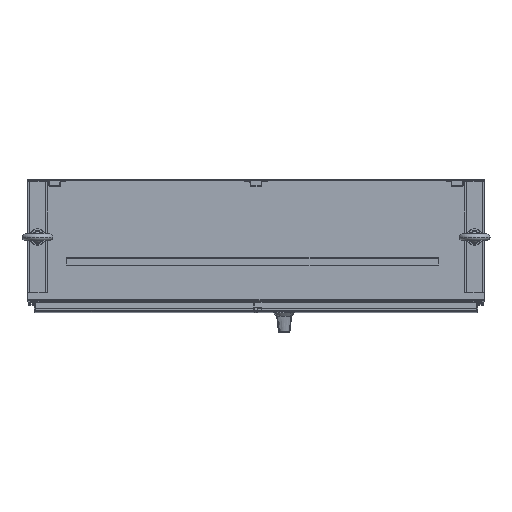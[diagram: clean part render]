
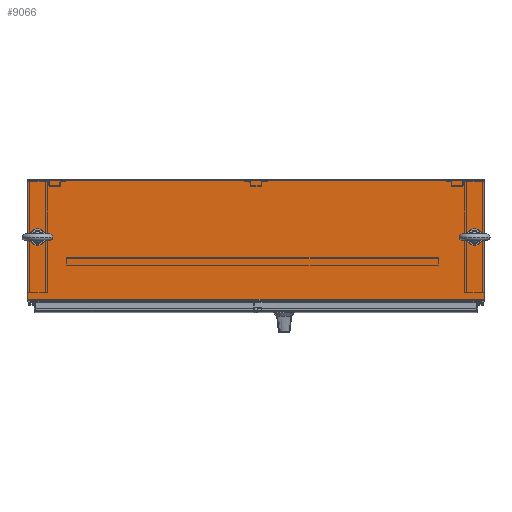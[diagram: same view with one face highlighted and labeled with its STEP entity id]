
A CAD part, top view. The second image highlights one B-rep face of the part: STEP entity #9066.
In plain terms, the highlighted planar face has unit normal (0, 0, 1).
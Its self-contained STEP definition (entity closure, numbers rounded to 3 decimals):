
#1187 = VERTEX_POINT ( 'NONE', #38144 ) ;
#1522 = EDGE_LOOP ( 'NONE', ( #12218, #23919 ) ) ;
#2087 = DIRECTION ( 'NONE',  ( -1., 0., 0. ) ) ;
#2336 = VERTEX_POINT ( 'NONE', #6289 ) ;
#2798 = FACE_BOUND ( 'NONE', #1522, .T. ) ;
#5071 = DIRECTION ( 'NONE',  ( 0., 1., 0. ) ) ;
#5415 = CARTESIAN_POINT ( 'NONE',  ( -23.937, 0., 30.063 ) ) ;
#6289 = CARTESIAN_POINT ( 'NONE',  ( 23.937, -12.45, 30.063 ) ) ;
#7689 = CARTESIAN_POINT ( 'NONE',  ( 22.936, -5.938, 30.063 ) ) ;
#9066 = ADVANCED_FACE ( 'NONE', ( #48630, #25746, #2798 ), #32709, .T. ) ;
#11438 = ORIENTED_EDGE ( 'NONE', *, *, #19955, .T. ) ;
#11863 = VECTOR ( 'NONE', #2087, 39.37 ) ;
#12218 = ORIENTED_EDGE ( 'NONE', *, *, #65875, .T. ) ;
#15716 = CARTESIAN_POINT ( 'NONE',  ( -22.937, -5.938, 30.063 ) ) ;
#16324 = VERTEX_POINT ( 'NONE', #77333 ) ;
#16927 = LINE ( 'NONE', #22441, #67992 ) ;
#17114 = AXIS2_PLACEMENT_3D ( 'NONE', #35828, #88120, #20876 ) ;
#19955 = EDGE_CURVE ( 'NONE', #16324, #96282, #26562, .T. ) ;
#20685 = AXIS2_PLACEMENT_3D ( 'NONE', #31214, #25255, #78986 ) ;
#20876 = DIRECTION ( 'NONE',  ( 1., 0., 0. ) ) ;
#22441 = CARTESIAN_POINT ( 'NONE',  ( -23.937, -12.593, 30.063 ) ) ;
#23919 = ORIENTED_EDGE ( 'NONE', *, *, #88432, .T. ) ;
#24700 = ORIENTED_EDGE ( 'NONE', *, *, #85738, .T. ) ;
#25255 = DIRECTION ( 'NONE',  ( 0., 0., 1. ) ) ;
#25714 = EDGE_CURVE ( 'NONE', #70093, #2336, #42728, .T. ) ;
#25746 = FACE_OUTER_BOUND ( 'NONE', #61790, .T. ) ;
#26562 = CIRCLE ( 'NONE', #82182, 0.375 ) ;
#27525 = LINE ( 'NONE', #57903, #91112 ) ;
#31214 = CARTESIAN_POINT ( 'NONE',  ( -23.937, -12.593, 30.063 ) ) ;
#31678 = DIRECTION ( 'NONE',  ( 1., 0., 0. ) ) ;
#32010 = LINE ( 'NONE', #47927, #11863 ) ;
#32709 = PLANE ( 'NONE',  #20685 ) ;
#34523 = ORIENTED_EDGE ( 'NONE', *, *, #82383, .T. ) ;
#35828 = CARTESIAN_POINT ( 'NONE',  ( 22.936, -5.938, 30.063 ) ) ;
#36084 = AXIS2_PLACEMENT_3D ( 'NONE', #97412, #36215, #50687 ) ;
#36215 = DIRECTION ( 'NONE',  ( 0., 0., -1. ) ) ;
#38098 = DIRECTION ( 'NONE',  ( 1., 0., 0. ) ) ;
#38144 = CARTESIAN_POINT ( 'NONE',  ( 23.937, 0., 30.063 ) ) ;
#39019 = EDGE_LOOP ( 'NONE', ( #11438, #95454 ) ) ;
#39266 = CARTESIAN_POINT ( 'NONE',  ( -23.312, -5.938, 30.063 ) ) ;
#42485 = CIRCLE ( 'NONE', #36084, 0.375 ) ;
#42728 = LINE ( 'NONE', #55719, #94324 ) ;
#47927 = CARTESIAN_POINT ( 'NONE',  ( -23.937, 0., 30.063 ) ) ;
#48116 = EDGE_CURVE ( 'NONE', #65866, #70093, #16927, .T. ) ;
#48630 = FACE_BOUND ( 'NONE', #39019, .T. ) ;
#50687 = DIRECTION ( 'NONE',  ( 1., 0., 0. ) ) ;
#51759 = CARTESIAN_POINT ( 'NONE',  ( 22.561, -5.938, 30.063 ) ) ;
#52049 = AXIS2_PLACEMENT_3D ( 'NONE', #7689, #97820, #38098 ) ;
#55719 = CARTESIAN_POINT ( 'NONE',  ( -23.937, -12.45, 30.063 ) ) ;
#56964 = CIRCLE ( 'NONE', #17114, 0.375 ) ;
#57903 = CARTESIAN_POINT ( 'NONE',  ( 23.937, -12.593, 30.063 ) ) ;
#61628 = CIRCLE ( 'NONE', #52049, 0.375 ) ;
#61790 = EDGE_LOOP ( 'NONE', ( #34523, #24700, #85042, #67828 ) ) ;
#64655 = DIRECTION ( 'NONE',  ( 1., 0., 0. ) ) ;
#65101 = CARTESIAN_POINT ( 'NONE',  ( 23.311, -5.938, 30.063 ) ) ;
#65866 = VERTEX_POINT ( 'NONE', #5415 ) ;
#65875 = EDGE_CURVE ( 'NONE', #66658, #69169, #56964, .T. ) ;
#66658 = VERTEX_POINT ( 'NONE', #65101 ) ;
#67828 = ORIENTED_EDGE ( 'NONE', *, *, #25714, .T. ) ;
#67992 = VECTOR ( 'NONE', #75679, 39.37 ) ;
#69169 = VERTEX_POINT ( 'NONE', #51759 ) ;
#69679 = EDGE_CURVE ( 'NONE', #96282, #16324, #42485, .T. ) ;
#70093 = VERTEX_POINT ( 'NONE', #81295 ) ;
#75679 = DIRECTION ( 'NONE',  ( 0., -1., 0. ) ) ;
#77333 = CARTESIAN_POINT ( 'NONE',  ( -22.562, -5.938, 30.063 ) ) ;
#78986 = DIRECTION ( 'NONE',  ( 1., 0., 0. ) ) ;
#81295 = CARTESIAN_POINT ( 'NONE',  ( -23.937, -12.45, 30.063 ) ) ;
#82182 = AXIS2_PLACEMENT_3D ( 'NONE', #15716, #84932, #31678 ) ;
#82383 = EDGE_CURVE ( 'NONE', #2336, #1187, #27525, .T. ) ;
#84932 = DIRECTION ( 'NONE',  ( 0., 0., -1. ) ) ;
#85042 = ORIENTED_EDGE ( 'NONE', *, *, #48116, .T. ) ;
#85738 = EDGE_CURVE ( 'NONE', #1187, #65866, #32010, .T. ) ;
#88120 = DIRECTION ( 'NONE',  ( 0., 0., -1. ) ) ;
#88432 = EDGE_CURVE ( 'NONE', #69169, #66658, #61628, .T. ) ;
#91112 = VECTOR ( 'NONE', #5071, 39.37 ) ;
#94324 = VECTOR ( 'NONE', #64655, 39.37 ) ;
#95454 = ORIENTED_EDGE ( 'NONE', *, *, #69679, .T. ) ;
#96282 = VERTEX_POINT ( 'NONE', #39266 ) ;
#97412 = CARTESIAN_POINT ( 'NONE',  ( -22.937, -5.938, 30.063 ) ) ;
#97820 = DIRECTION ( 'NONE',  ( 0., 0., -1. ) ) ;
